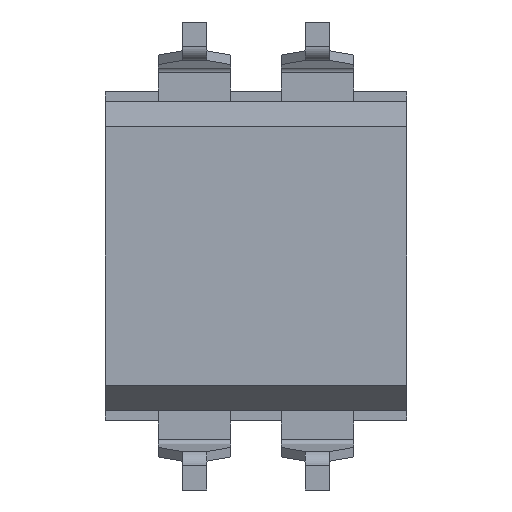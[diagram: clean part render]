
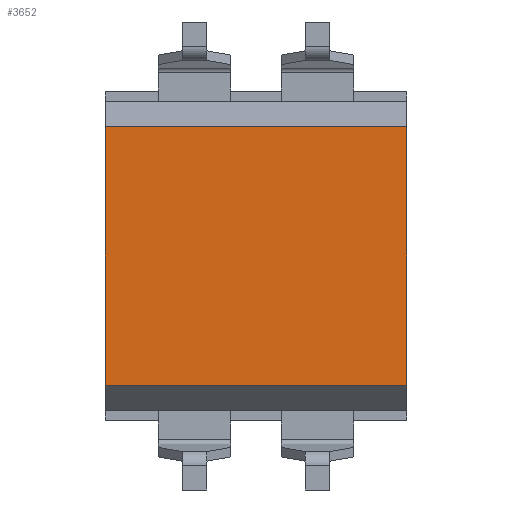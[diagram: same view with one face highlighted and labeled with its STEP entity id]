
A CAD part, front view. The second image highlights one B-rep face of the part: STEP entity #3652.
In plain terms, the highlighted planar face has unit normal (0, -1, 0).
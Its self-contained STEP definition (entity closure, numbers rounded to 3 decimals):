
#45 = DIRECTION ( 'NONE',  ( 0., 1., 0. ) ) ;
#64 = ORIENTED_EDGE ( 'NONE', *, *, #5722, .F. ) ;
#289 = DIRECTION ( 'NONE',  ( 0., 0., -1. ) ) ;
#356 = CARTESIAN_POINT ( 'NONE',  ( 3.12, 0.5, 2.68 ) ) ;
#384 = EDGE_CURVE ( 'NONE', #5547, #5366, #4601, .T. ) ;
#394 = VERTEX_POINT ( 'NONE', #2831 ) ;
#431 = CARTESIAN_POINT ( 'NONE',  ( -3.12, 0.5, -2.68 ) ) ;
#482 = PLANE ( 'NONE',  #2506 ) ;
#1202 = VECTOR ( 'NONE', #289, 1000. ) ;
#1333 = LINE ( 'NONE', #4559, #5597 ) ;
#1676 = LINE ( 'NONE', #356, #3407 ) ;
#1807 = EDGE_CURVE ( 'NONE', #2508, #394, #1333, .T. ) ;
#2180 = ORIENTED_EDGE ( 'NONE', *, *, #384, .T. ) ;
#2371 = DIRECTION ( 'NONE',  ( 0., 0., 1. ) ) ;
#2506 = AXIS2_PLACEMENT_3D ( 'NONE', #3807, #45, #2371 ) ;
#2508 = VERTEX_POINT ( 'NONE', #4788 ) ;
#2670 = EDGE_CURVE ( 'NONE', #2508, #5547, #1676, .T. ) ;
#2684 = DIRECTION ( 'NONE',  ( -1., 0., 0. ) ) ;
#2831 = CARTESIAN_POINT ( 'NONE',  ( 3.12, 0.5, -2.68 ) ) ;
#3268 = CARTESIAN_POINT ( 'NONE',  ( 3.12, 0.5, -2.68 ) ) ;
#3333 = LINE ( 'NONE', #3268, #3949 ) ;
#3407 = VECTOR ( 'NONE', #2684, 1000. ) ;
#3561 = EDGE_LOOP ( 'NONE', ( #2180, #64, #4066, #4226 ) ) ;
#3652 = ADVANCED_FACE ( 'NONE', ( #4264 ), #482, .F. ) ;
#3711 = CARTESIAN_POINT ( 'NONE',  ( -3.12, 0.5, 2.68 ) ) ;
#3807 = CARTESIAN_POINT ( 'NONE',  ( 3.12, 0.5, -2.68 ) ) ;
#3949 = VECTOR ( 'NONE', #4782, 1000. ) ;
#4066 = ORIENTED_EDGE ( 'NONE', *, *, #1807, .F. ) ;
#4226 = ORIENTED_EDGE ( 'NONE', *, *, #2670, .T. ) ;
#4264 = FACE_OUTER_BOUND ( 'NONE', #3561, .T. ) ;
#4541 = CARTESIAN_POINT ( 'NONE',  ( -3.12, 0.5, -2.68 ) ) ;
#4559 = CARTESIAN_POINT ( 'NONE',  ( 3.12, 0.5, -2.68 ) ) ;
#4601 = LINE ( 'NONE', #4541, #1202 ) ;
#4676 = DIRECTION ( 'NONE',  ( 0., 0., -1. ) ) ;
#4782 = DIRECTION ( 'NONE',  ( -1., 0., 0. ) ) ;
#4788 = CARTESIAN_POINT ( 'NONE',  ( 3.12, 0.5, 2.68 ) ) ;
#5366 = VERTEX_POINT ( 'NONE', #431 ) ;
#5547 = VERTEX_POINT ( 'NONE', #3711 ) ;
#5597 = VECTOR ( 'NONE', #4676, 1000. ) ;
#5722 = EDGE_CURVE ( 'NONE', #394, #5366, #3333, .T. ) ;
